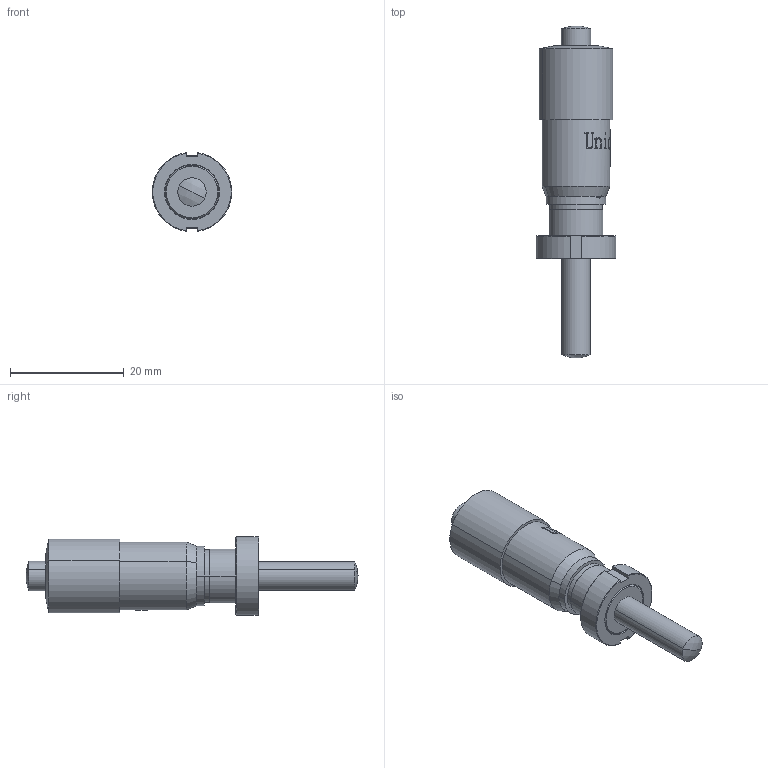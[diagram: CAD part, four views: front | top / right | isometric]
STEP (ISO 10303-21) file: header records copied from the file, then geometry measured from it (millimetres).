
FILE_DESCRIPTION (( 'STEP AP214' ), '1' );
FILE_NAME ('07MT13-4.STEP', '2018-01-17T06:02:47', ( '' ), ( '' ), 'SwSTEP 2.0', 'SolidWorks 2016', '' );
FILE_SCHEMA (( 'AUTOMOTIVE_DESIGN' ));
Length unit declared in the file: millimetre
Products named in the file (1): 07MT13-4
Bounding box: 13.95 x 58.5 x 13.86 mm (x, y, z)
Surface area: 3507.7 mm2 (no closed solid volume)
Topology: 0 solids, 6 shells, 106 faces, 675 edges, 559 vertices
Faces by surface type: cylinder 32, bspline 29, plane 27, cone 14, torus 2, sphere 2
Entity records: 13514 total; most frequent: CARTESIAN_POINT 7891, ORIENTED_EDGE 868, DIRECTION 688, EDGE_CURVE 673, VERTEX_POINT 559, B_SPLINE_CURVE_WITH_KNOTS 303, AXIS2_PLACEMENT_3D 243, LINE 202
